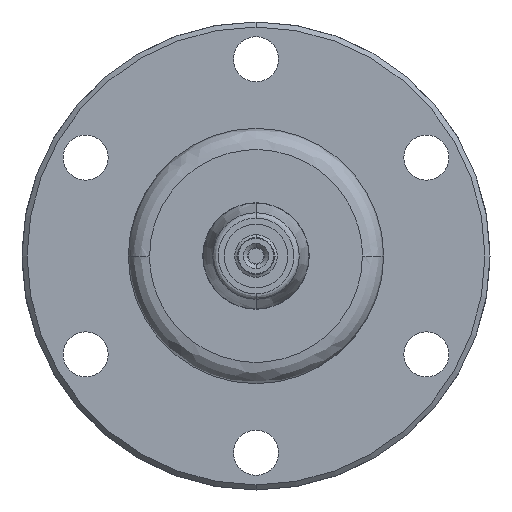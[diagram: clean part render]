
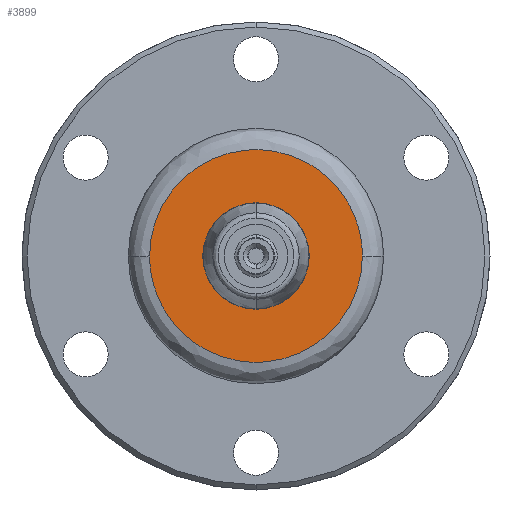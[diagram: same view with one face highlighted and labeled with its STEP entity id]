
A CAD part, front view. The second image highlights one B-rep face of the part: STEP entity #3899.
In plain terms, the highlighted planar face has unit normal (0, -1, 0).
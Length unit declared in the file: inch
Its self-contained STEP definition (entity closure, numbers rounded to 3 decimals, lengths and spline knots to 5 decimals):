
#27 = DIRECTION ( 'NONE',  ( 0., 0., -1. ) ) ;
#111 = CARTESIAN_POINT ( 'NONE',  ( 0.36862, -3.96726, -0.50676 ) ) ;
#190 = CARTESIAN_POINT ( 'NONE',  ( 0., -3.96726, 0. ) ) ;
#232 = CARTESIAN_POINT ( 'NONE',  ( -0.10472, -3.96726, -0.61617 ) ) ;
#256 = EDGE_LOOP ( 'NONE', ( #4579, #1941, #6396, #5914 ) ) ;
#732 = CARTESIAN_POINT ( 'NONE',  ( -0.46925, -3.96726, 0.41532 ) ) ;
#871 = CARTESIAN_POINT ( 'NONE',  ( 0.25065, -3.96726, -0.57433 ) ) ;
#927 = ORIENTED_EDGE ( 'NONE', *, *, #8030, .F. ) ;
#946 = DIRECTION ( 'NONE',  ( 0., 0., -1. ) ) ;
#1007 = CARTESIAN_POINT ( 'NONE',  ( 0.10472, -3.96726, 0.61617 ) ) ;
#1338 = ORIENTED_EDGE ( 'NONE', *, *, #7477, .F. ) ;
#1483 = CARTESIAN_POINT ( 'NONE',  ( -0.36862, -3.96726, 0.50676 ) ) ;
#1532 = CARTESIAN_POINT ( 'NONE',  ( 0.37341, -3.96726, 0.50649 ) ) ;
#1610 = CARTESIAN_POINT ( 'NONE',  ( 0.12087, -3.96726, -0.61487 ) ) ;
#1727 = CARTESIAN_POINT ( 'NONE',  ( -0.24656, -3.96726, -0.57894 ) ) ;
#1846 = AXIS2_PLACEMENT_3D ( 'NONE', #8989, #4554, #27 ) ;
#1941 = ORIENTED_EDGE ( 'NONE', *, *, #5544, .F. ) ;
#2209 = CARTESIAN_POINT ( 'NONE',  ( -0.25065, -3.96726, 0.57433 ) ) ;
#2274 = CARTESIAN_POINT ( 'NONE',  ( 0.52466, -3.96726, 0.34742 ) ) ;
#2315 = CARTESIAN_POINT ( 'NONE',  ( 0.62007, -3.96726, -0.09058 ) ) ;
#2341 = CARTESIAN_POINT ( 'NONE',  ( -0.01459, -3.96726, -0.62647 ) ) ;
#2427 = B_SPLINE_CURVE_WITH_KNOTS ( 'NONE', 3,
 ( #232, #4744, #1727, #6994, #2472, #7728, #3248, #8461, #4016, #9208 ),
 .UNSPECIFIED., .F., .F.,
 ( 4, 2, 2, 2, 4 ),
 ( 0., 0.25, 0.5, 0.75, 1. ),
 .UNSPECIFIED. ) ;
#2472 = CARTESIAN_POINT ( 'NONE',  ( -0.43041, -3.96726, -0.45904 ) ) ;
#2542 = CARTESIAN_POINT ( 'NONE',  ( 0.05236, -3.96726, 0.30808 ) ) ;
#2703 = B_SPLINE_CURVE_WITH_KNOTS ( 'NONE', 3,
 ( #9022, #8279, #2315, #7569, #3088, #8306, #3857, #9052, #4626, #111, #5376, #871, #6133, #1610, #6870, #2341, #7602, #3122 ),
 .UNSPECIFIED., .F., .F.,
 ( 4, 2, 2, 2, 2, 2, 2, 2, 4 ),
 ( 0., 0.125, 0.25, 0.375, 0.5, 0.625, 0.75, 0.875, 1. ),
 .UNSPECIFIED. ) ;
#2921 = VERTEX_POINT ( 'NONE', #5224 ) ;
#2950 = CARTESIAN_POINT ( 'NONE',  ( -0.62502, -3.96726, 0. ) ) ;
#2990 = CARTESIAN_POINT ( 'NONE',  ( -0.12087, -3.96726, 0.61487 ) ) ;
#3002 = CARTESIAN_POINT ( 'NONE',  ( -0.10472, -3.96726, -0.61617 ) ) ;
#3045 = CARTESIAN_POINT ( 'NONE',  ( 0.61208, -3.96726, 0.14607 ) ) ;
#3088 = CARTESIAN_POINT ( 'NONE',  ( 0.58594, -3.96726, -0.22219 ) ) ;
#3122 = CARTESIAN_POINT ( 'NONE',  ( -0.10472, -3.96726, -0.61617 ) ) ;
#3248 = CARTESIAN_POINT ( 'NONE',  ( -0.5619, -3.96726, -0.28328 ) ) ;
#3308 = DIRECTION ( 'NONE',  ( 0., 0., 1. ) ) ;
#3714 = EDGE_CURVE ( 'NONE', #4827, #5934, #8063, .T. ) ;
#3721 = CARTESIAN_POINT ( 'NONE',  ( -0.62007, -3.96726, 0.09058 ) ) ;
#3748 = CARTESIAN_POINT ( 'NONE',  ( 0.01459, -3.96726, 0.62647 ) ) ;
#3786 = CIRCLE ( 'NONE', #1846, 0.3125 ) ;
#3818 = CARTESIAN_POINT ( 'NONE',  ( 0.62502, -3.96726, 0. ) ) ;
#3857 = CARTESIAN_POINT ( 'NONE',  ( 0.52422, -3.96726, -0.34333 ) ) ;
#3899 = ADVANCED_FACE ( 'NONE', ( #6389, #4393 ), #7752, .F. ) ;
#4016 = CARTESIAN_POINT ( 'NONE',  ( -0.62501, -3.96726, -0.07305 ) ) ;
#4213 = CARTESIAN_POINT ( 'NONE',  ( 0., -3.96726, 0.3125 ) ) ;
#4393 = FACE_BOUND ( 'NONE', #6878, .T. ) ;
#4470 = AXIS2_PLACEMENT_3D ( 'NONE', #190, #5453, #946 ) ;
#4501 = CARTESIAN_POINT ( 'NONE',  ( -0.58594, -3.96726, 0.22219 ) ) ;
#4533 = CARTESIAN_POINT ( 'NONE',  ( 0.10472, -3.96726, 0.61617 ) ) ;
#4554 = DIRECTION ( 'NONE',  ( 0., -1., 0. ) ) ;
#4561 = CARTESIAN_POINT ( 'NONE',  ( 0.17673, -3.96726, 0.60393 ) ) ;
#4579 = ORIENTED_EDGE ( 'NONE', *, *, #6917, .F. ) ;
#4626 = CARTESIAN_POINT ( 'NONE',  ( 0.43783, -3.96726, -0.44832 ) ) ;
#4696 = VERTEX_POINT ( 'NONE', #3002 ) ;
#4744 = CARTESIAN_POINT ( 'NONE',  ( -0.17673, -3.96726, -0.60393 ) ) ;
#4827 = VERTEX_POINT ( 'NONE', #1007 ) ;
#5224 = CARTESIAN_POINT ( 'NONE',  ( 0., -3.96726, -0.3125 ) ) ;
#5243 = CARTESIAN_POINT ( 'NONE',  ( -0.52422, -3.96726, 0.34333 ) ) ;
#5376 = CARTESIAN_POINT ( 'NONE',  ( 0.33083, -3.96726, -0.5322 ) ) ;
#5453 = DIRECTION ( 'NONE',  ( 0., -1., 0. ) ) ;
#5458 = VERTEX_POINT ( 'NONE', #6383 ) ;
#5544 = EDGE_CURVE ( 'NONE', #4696, #5458, #2427, .T. ) ;
#5914 = ORIENTED_EDGE ( 'NONE', *, *, #3714, .F. ) ;
#5934 = VERTEX_POINT ( 'NONE', #9682 ) ;
#6003 = CARTESIAN_POINT ( 'NONE',  ( -0.43783, -3.96726, 0.44832 ) ) ;
#6061 = CARTESIAN_POINT ( 'NONE',  ( 0.24656, -3.96726, 0.57894 ) ) ;
#6133 = CARTESIAN_POINT ( 'NONE',  ( 0.20826, -3.96726, -0.59103 ) ) ;
#6170 = AXIS2_PLACEMENT_3D ( 'NONE', #2542, #7798, #3308 ) ;
#6223 = B_SPLINE_CURVE_WITH_KNOTS ( 'NONE', 3,
 ( #2950, #7446, #3721, #8930, #4501, #9698, #5243, #732, #6003, #1483, #6740, #2209, #7478, #2990, #8214, #3748, #8971, #4533 ),
 .UNSPECIFIED., .F., .F.,
 ( 4, 2, 2, 2, 2, 2, 2, 2, 4 ),
 ( 0., 0.125, 0.25, 0.375, 0.5, 0.625, 0.75, 0.875, 1. ),
 .UNSPECIFIED. ) ;
#6383 = CARTESIAN_POINT ( 'NONE',  ( -0.62502, -3.96726, 0. ) ) ;
#6389 = FACE_OUTER_BOUND ( 'NONE', #256, .T. ) ;
#6396 = ORIENTED_EDGE ( 'NONE', *, *, #6992, .F. ) ;
#6539 = CIRCLE ( 'NONE', #4470, 0.3125 ) ;
#6740 = CARTESIAN_POINT ( 'NONE',  ( -0.33083, -3.96726, 0.5322 ) ) ;
#6798 = CARTESIAN_POINT ( 'NONE',  ( 0.43041, -3.96726, 0.45904 ) ) ;
#6870 = CARTESIAN_POINT ( 'NONE',  ( 0.07588, -3.96726, -0.62203 ) ) ;
#6878 = EDGE_LOOP ( 'NONE', ( #927, #1338 ) ) ;
#6917 = EDGE_CURVE ( 'NONE', #5458, #4827, #6223, .T. ) ;
#6992 = EDGE_CURVE ( 'NONE', #5934, #4696, #2703, .T. ) ;
#6994 = CARTESIAN_POINT ( 'NONE',  ( -0.37341, -3.96726, -0.50649 ) ) ;
#7446 = CARTESIAN_POINT ( 'NONE',  ( -0.62501, -3.96726, 0.04529 ) ) ;
#7471 = CARTESIAN_POINT ( 'NONE',  ( 0.10472, -3.96726, 0.61617 ) ) ;
#7477 = EDGE_CURVE ( 'NONE', #8256, #2921, #3786, .T. ) ;
#7478 = CARTESIAN_POINT ( 'NONE',  ( -0.20826, -3.96726, 0.59103 ) ) ;
#7528 = CARTESIAN_POINT ( 'NONE',  ( 0.5619, -3.96726, 0.28328 ) ) ;
#7569 = CARTESIAN_POINT ( 'NONE',  ( 0.60053, -3.96726, -0.17903 ) ) ;
#7602 = CARTESIAN_POINT ( 'NONE',  ( -0.06007, -3.96726, -0.62375 ) ) ;
#7728 = CARTESIAN_POINT ( 'NONE',  ( -0.52466, -3.96726, -0.34742 ) ) ;
#7752 = PLANE ( 'NONE',  #6170 ) ;
#7798 = DIRECTION ( 'NONE',  ( 0., 1., 0. ) ) ;
#8030 = EDGE_CURVE ( 'NONE', #2921, #8256, #6539, .T. ) ;
#8063 = B_SPLINE_CURVE_WITH_KNOTS ( 'NONE', 3,
 ( #7471, #4561, #6061, #1532, #6798, #2274, #7528, #3045, #8271, #3818 ),
 .UNSPECIFIED., .F., .F.,
 ( 4, 2, 2, 2, 4 ),
 ( 0., 0.25, 0.5, 0.75, 1. ),
 .UNSPECIFIED. ) ;
#8214 = CARTESIAN_POINT ( 'NONE',  ( -0.07588, -3.96726, 0.62203 ) ) ;
#8256 = VERTEX_POINT ( 'NONE', #4213 ) ;
#8271 = CARTESIAN_POINT ( 'NONE',  ( 0.62501, -3.96726, 0.07305 ) ) ;
#8279 = CARTESIAN_POINT ( 'NONE',  ( 0.62501, -3.96726, -0.04529 ) ) ;
#8306 = CARTESIAN_POINT ( 'NONE',  ( 0.54778, -3.96726, -0.30434 ) ) ;
#8461 = CARTESIAN_POINT ( 'NONE',  ( -0.61208, -3.96726, -0.14607 ) ) ;
#8930 = CARTESIAN_POINT ( 'NONE',  ( -0.60053, -3.96726, 0.17903 ) ) ;
#8971 = CARTESIAN_POINT ( 'NONE',  ( 0.06007, -3.96726, 0.62375 ) ) ;
#8989 = CARTESIAN_POINT ( 'NONE',  ( 0., -3.96726, 0. ) ) ;
#9022 = CARTESIAN_POINT ( 'NONE',  ( 0.62502, -3.96726, 0. ) ) ;
#9052 = CARTESIAN_POINT ( 'NONE',  ( 0.46925, -3.96726, -0.41532 ) ) ;
#9208 = CARTESIAN_POINT ( 'NONE',  ( -0.62502, -3.96726, 0. ) ) ;
#9682 = CARTESIAN_POINT ( 'NONE',  ( 0.62502, -3.96726, 0. ) ) ;
#9698 = CARTESIAN_POINT ( 'NONE',  ( -0.54778, -3.96726, 0.30434 ) ) ;
